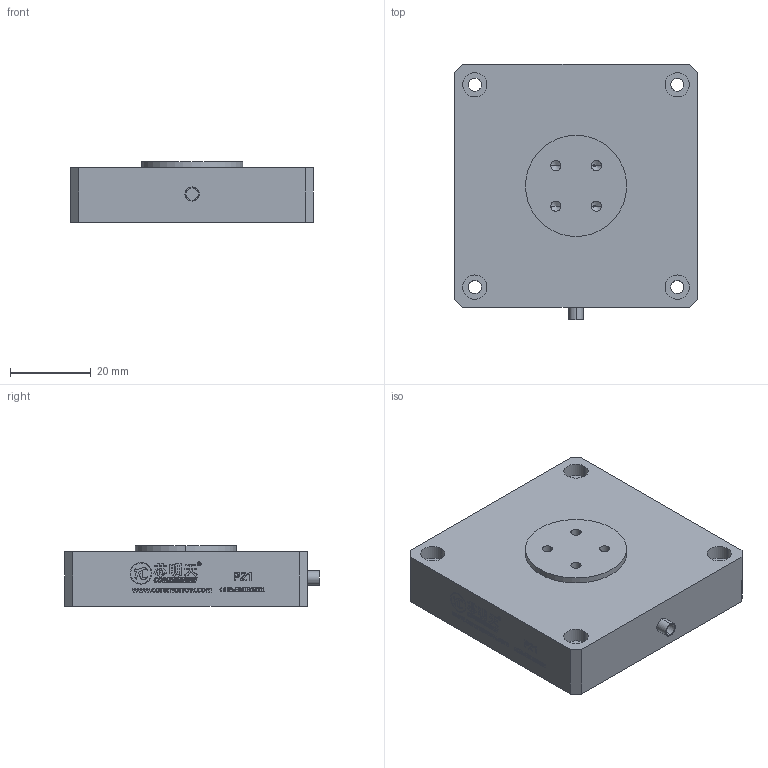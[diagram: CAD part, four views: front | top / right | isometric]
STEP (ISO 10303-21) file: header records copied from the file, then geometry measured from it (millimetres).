
FILE_DESCRIPTION (( 'STEP AP203' ), '1' );
FILE_NAME ('P21-B1俋倛芞.STEP', '2019-11-28T02:51:44', ( '' ), ( '' ), 'SwSTEP 2.0', 'SolidWorks 2016', '' );
FILE_SCHEMA (( 'CONFIG_CONTROL_DESIGN' ));
Length unit declared in the file: millimetre
Products named in the file (1): P21-B1俋倛芞
Bounding box: 60.02 x 63 x 15 mm (x, y, z)
Volume: 48390.7 mm3; surface area: 11340.2 mm2
Topology: 1 solids, 2 shells, 915 faces, 2449 edges, 1626 vertices
Faces by surface type: plane 483, bspline 383, cylinder 41, cone 8
Entity records: 40498 total; most frequent: CARTESIAN_POINT 20131, ORIENTED_EDGE 4882, DIRECTION 2819, EDGE_CURVE 2441, VERTEX_POINT 1626, VECTOR 1595, LINE 1595, EDGE_LOOP 1019
